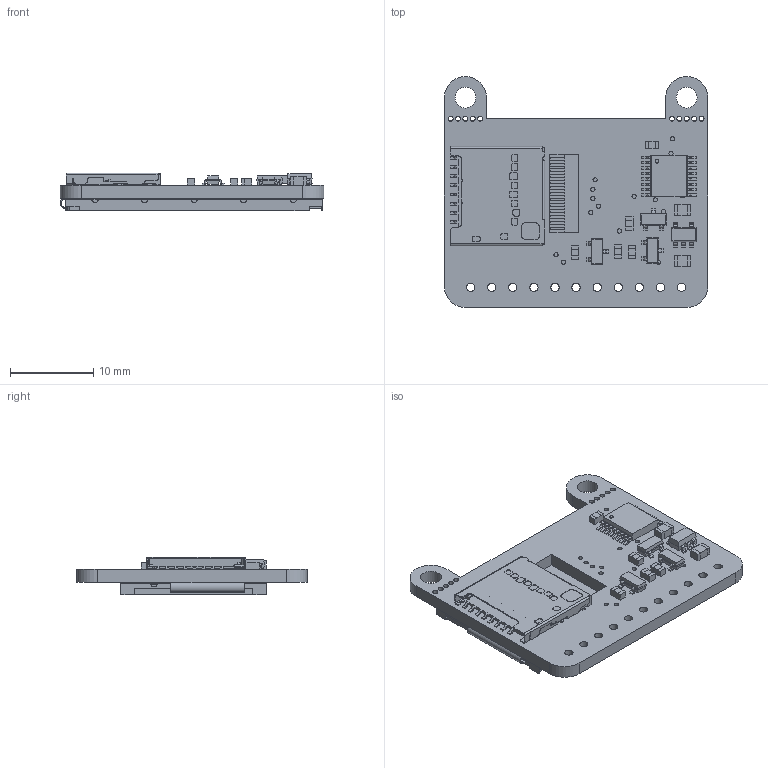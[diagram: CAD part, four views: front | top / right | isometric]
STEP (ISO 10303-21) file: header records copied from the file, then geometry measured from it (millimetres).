
FILE_DESCRIPTION(/* description */ (''),/* implementation_level */ '2;1');
FILE_NAME(/* name */ 'PCB Component.step',/* time_stamp */ '2025-09-15T13:34:29-04:00',/* author */ (''),/* organization */ (''),/* preprocessor_version */ 'ST-DEVELOPER v20.1',/* originating_system */ 'Autodesk Translation Framework v14.17.0.0',/* authorisation */ '');
FILE_SCHEMA (('AUTOMOTIVE_DESIGN { 1 0 10303 214 3 1 1 }'));
Length unit declared in the file: millimetre
Products named in the file (10): PCB Component; Board; 10K; 74HC4050D; AP2127K-3.3; 10uF; MOLEX 104031; RESET_SUPERVISORAPX80X_SA; DISP_LCD_GENERIC_SPI_NOLEDA_1.14_240X135_FPC; BSS138
Assembly tree (15 placements, depth 2):
  PCB Component
    Board
    10K  x5
    74HC4050D
    AP2127K-3.3
    10uF  x2
    MOLEX 104031
    RESET_SUPERVISORAPX80X_SA
    DISP_LCD_GENERIC_SPI_NOLEDA_1.14_240X135_FPC
    BSS138  x2
Bounding box: 31.77 x 27.81 x 4.54 mm (x, y, z)
Volume: 1927.2 mm3; surface area: 4216.3 mm2
Topology: 17 solids, 17 shells, 1345 faces, 3710 edges, 2420 vertices
Faces by surface type: plane 945, cylinder 400
Full cylindrical faces by diameter (mm): 0.463 x1, 0.5 x28, 0.6 x10, 0.762 x4, 1 x13, 2.5 x2
Entity records: 39937 total; most frequent: CARTESIAN_POINT 6844, ORIENTED_EDGE 6776, DIRECTION 6660, EDGE_CURVE 3388, LINE 2604, VECTOR 2604, VERTEX_POINT 2212, AXIS2_PLACEMENT_3D 2028
